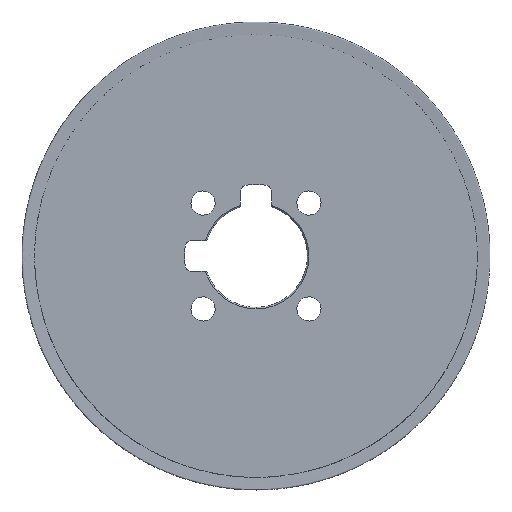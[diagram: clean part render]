
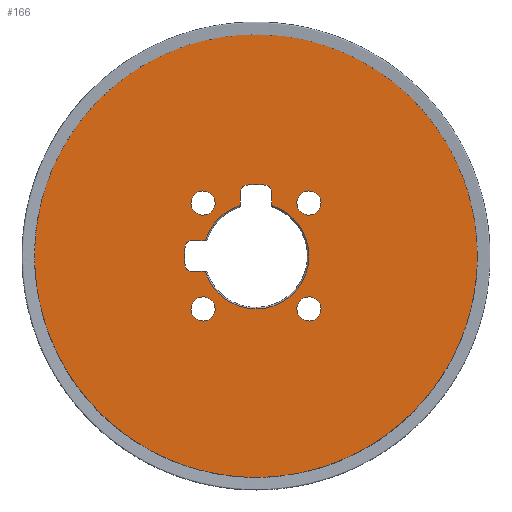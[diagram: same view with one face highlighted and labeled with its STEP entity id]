
A CAD part, top view. The second image highlights one B-rep face of the part: STEP entity #166.
In plain terms, the highlighted planar face has unit normal (0, 0, 1).
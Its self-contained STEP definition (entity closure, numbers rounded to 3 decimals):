
#166=ADVANCED_FACE('TB_SU_5',(#210,#211,#212,#213,#214,#215),#204,.T.);
#204=PLANE('',#866);
#210=FACE_BOUND('',#245,.T.);
#211=FACE_BOUND('',#246,.T.);
#212=FACE_BOUND('',#247,.T.);
#213=FACE_BOUND('',#248,.T.);
#214=FACE_BOUND('',#249,.T.);
#215=FACE_BOUND('',#250,.T.);
#245=EDGE_LOOP('',(#351,#352,#353,#354,#355,#356,#357,#358,#359,#360,#361,
#362,#363,#364,#365,#366,#367,#368));
#246=EDGE_LOOP('',(#369));
#247=EDGE_LOOP('',(#370));
#248=EDGE_LOOP('',(#371));
#249=EDGE_LOOP('',(#372));
#250=EDGE_LOOP('',(#373));
#303=LINE('',#1195,#327);
#304=LINE('',#1203,#328);
#305=LINE('',#1215,#329);
#306=LINE('',#1223,#330);
#327=VECTOR('',#964,1.);
#328=VECTOR('',#971,1.);
#329=VECTOR('',#982,1.);
#330=VECTOR('',#989,1.);
#351=ORIENTED_EDGE('',*,*,#592,.F.);
#352=ORIENTED_EDGE('',*,*,#593,.T.);
#353=ORIENTED_EDGE('',*,*,#594,.T.);
#354=ORIENTED_EDGE('',*,*,#595,.F.);
#355=ORIENTED_EDGE('',*,*,#596,.T.);
#356=ORIENTED_EDGE('',*,*,#597,.F.);
#357=ORIENTED_EDGE('',*,*,#598,.T.);
#358=ORIENTED_EDGE('',*,*,#599,.T.);
#359=ORIENTED_EDGE('',*,*,#600,.F.);
#360=ORIENTED_EDGE('',*,*,#601,.F.);
#361=ORIENTED_EDGE('',*,*,#602,.F.);
#362=ORIENTED_EDGE('',*,*,#603,.T.);
#363=ORIENTED_EDGE('',*,*,#604,.T.);
#364=ORIENTED_EDGE('',*,*,#605,.F.);
#365=ORIENTED_EDGE('',*,*,#606,.T.);
#366=ORIENTED_EDGE('',*,*,#607,.F.);
#367=ORIENTED_EDGE('',*,*,#608,.T.);
#368=ORIENTED_EDGE('',*,*,#609,.T.);
#369=ORIENTED_EDGE('',*,*,#610,.T.);
#370=ORIENTED_EDGE('',*,*,#611,.F.);
#371=ORIENTED_EDGE('',*,*,#612,.F.);
#372=ORIENTED_EDGE('',*,*,#613,.F.);
#373=ORIENTED_EDGE('',*,*,#614,.F.);
#527=VERTEX_POINT('',#1191);
#528=VERTEX_POINT('',#1192);
#529=VERTEX_POINT('',#1194);
#530=VERTEX_POINT('',#1196);
#531=VERTEX_POINT('',#1198);
#532=VERTEX_POINT('',#1200);
#533=VERTEX_POINT('',#1202);
#534=VERTEX_POINT('',#1204);
#535=VERTEX_POINT('',#1206);
#536=VERTEX_POINT('',#1208);
#537=VERTEX_POINT('',#1210);
#538=VERTEX_POINT('',#1212);
#539=VERTEX_POINT('',#1214);
#540=VERTEX_POINT('',#1216);
#541=VERTEX_POINT('',#1218);
#542=VERTEX_POINT('',#1220);
#543=VERTEX_POINT('',#1222);
#544=VERTEX_POINT('',#1224);
#545=VERTEX_POINT('',#1227);
#546=VERTEX_POINT('',#1229);
#547=VERTEX_POINT('',#1231);
#548=VERTEX_POINT('',#1233);
#549=VERTEX_POINT('',#1235);
#592=EDGE_CURVE('',#527,#528,#680,.T.);
#593=EDGE_CURVE('',#527,#529,#681,.T.);
#594=EDGE_CURVE('',#529,#530,#303,.T.);
#595=EDGE_CURVE('',#531,#530,#682,.T.);
#596=EDGE_CURVE('',#531,#532,#683,.T.);
#597=EDGE_CURVE('',#533,#532,#684,.T.);
#598=EDGE_CURVE('',#533,#534,#304,.T.);
#599=EDGE_CURVE('',#534,#535,#685,.T.);
#600=EDGE_CURVE('',#536,#535,#686,.T.);
#601=EDGE_CURVE('',#537,#536,#687,.T.);
#602=EDGE_CURVE('',#538,#537,#688,.T.);
#603=EDGE_CURVE('',#538,#539,#689,.T.);
#604=EDGE_CURVE('',#539,#540,#305,.T.);
#605=EDGE_CURVE('',#541,#540,#690,.T.);
#606=EDGE_CURVE('',#541,#542,#691,.T.);
#607=EDGE_CURVE('',#543,#542,#692,.T.);
#608=EDGE_CURVE('',#543,#544,#306,.T.);
#609=EDGE_CURVE('',#544,#528,#693,.T.);
#610=EDGE_CURVE('',#545,#545,#694,.T.);
#611=EDGE_CURVE('',#546,#546,#695,.T.);
#612=EDGE_CURVE('',#547,#547,#696,.T.);
#613=EDGE_CURVE('',#548,#548,#697,.T.);
#614=EDGE_CURVE('',#549,#549,#698,.T.);
#680=CIRCLE('',#847,11.305);
#681=CIRCLE('',#848,0.5);
#682=CIRCLE('',#849,1.6);
#683=CIRCLE('',#850,22.);
#684=CIRCLE('',#851,1.6);
#685=CIRCLE('',#852,0.5);
#686=CIRCLE('',#853,11.305);
#687=CIRCLE('',#854,11.305);
#688=CIRCLE('',#855,11.305);
#689=CIRCLE('',#856,0.5);
#690=CIRCLE('',#857,1.6);
#691=CIRCLE('',#858,22.);
#692=CIRCLE('',#859,1.6);
#693=CIRCLE('',#860,0.5);
#694=CIRCLE('',#861,48.454);
#695=CIRCLE('',#862,2.583);
#696=CIRCLE('',#863,2.583);
#697=CIRCLE('',#864,2.583);
#698=CIRCLE('',#865,2.583);
#847=AXIS2_PLACEMENT_3D('',#1190,#960,#961);
#848=AXIS2_PLACEMENT_3D('',#1193,#962,#963);
#849=AXIS2_PLACEMENT_3D('',#1197,#965,#966);
#850=AXIS2_PLACEMENT_3D('',#1199,#967,#968);
#851=AXIS2_PLACEMENT_3D('',#1201,#969,#970);
#852=AXIS2_PLACEMENT_3D('',#1205,#972,#973);
#853=AXIS2_PLACEMENT_3D('',#1207,#974,#975);
#854=AXIS2_PLACEMENT_3D('',#1209,#976,#977);
#855=AXIS2_PLACEMENT_3D('',#1211,#978,#979);
#856=AXIS2_PLACEMENT_3D('',#1213,#980,#981);
#857=AXIS2_PLACEMENT_3D('',#1217,#983,#984);
#858=AXIS2_PLACEMENT_3D('',#1219,#985,#986);
#859=AXIS2_PLACEMENT_3D('',#1221,#987,#988);
#860=AXIS2_PLACEMENT_3D('',#1225,#990,#991);
#861=AXIS2_PLACEMENT_3D('',#1226,#992,#993);
#862=AXIS2_PLACEMENT_3D('',#1228,#994,#995);
#863=AXIS2_PLACEMENT_3D('',#1230,#996,#997);
#864=AXIS2_PLACEMENT_3D('',#1232,#998,#999);
#865=AXIS2_PLACEMENT_3D('',#1234,#1000,#1001);
#866=AXIS2_PLACEMENT_3D('',#1236,#1002,#1003);
#960=DIRECTION('',(0.,0.,1.));
#961=DIRECTION('',(-0.292,-0.956,0.));
#962=DIRECTION('',(0.,0.,1.));
#963=DIRECTION('',(-0.292,-0.956,0.));
#964=DIRECTION('',(0.,1.,0.));
#965=DIRECTION('',(0.,0.,1.));
#966=DIRECTION('',(-0.292,-0.956,0.));
#967=DIRECTION('',(0.,0.,-1.));
#968=DIRECTION('',(-0.292,-0.956,0.));
#969=DIRECTION('',(0.,0.,1.));
#970=DIRECTION('',(-0.292,-0.956,0.));
#971=DIRECTION('',(0.,-1.,0.));
#972=DIRECTION('',(0.,0.,1.));
#973=DIRECTION('',(-0.292,-0.956,0.));
#974=DIRECTION('',(0.,0.,1.));
#975=DIRECTION('',(-0.292,-0.956,0.));
#976=DIRECTION('',(0.,0.,1.));
#977=DIRECTION('',(-0.292,-0.956,0.));
#978=DIRECTION('',(0.,0.,1.));
#979=DIRECTION('',(-0.292,-0.956,0.));
#980=DIRECTION('',(0.,0.,1.));
#981=DIRECTION('',(-0.292,-0.956,0.));
#982=DIRECTION('',(-1.,0.,0.));
#983=DIRECTION('',(0.,0.,1.));
#984=DIRECTION('',(-0.292,-0.956,0.));
#985=DIRECTION('',(0.,0.,-1.));
#986=DIRECTION('',(-0.292,-0.956,0.));
#987=DIRECTION('',(0.,0.,1.));
#988=DIRECTION('',(-0.292,-0.956,0.));
#989=DIRECTION('',(1.,0.,0.));
#990=DIRECTION('',(0.,0.,1.));
#991=DIRECTION('',(-0.292,-0.956,0.));
#992=DIRECTION('',(0.,0.,1.));
#993=DIRECTION('',(-0.292,-0.956,0.));
#994=DIRECTION('',(0.,0.,1.));
#995=DIRECTION('',(-0.292,-0.956,0.));
#996=DIRECTION('',(0.,0.,1.));
#997=DIRECTION('',(-0.292,-0.956,0.));
#998=DIRECTION('',(0.,0.,1.));
#999=DIRECTION('',(-0.292,-0.956,0.));
#1000=DIRECTION('',(0.,0.,1.));
#1001=DIRECTION('',(-0.292,-0.956,0.));
#1002=DIRECTION('',(0.,0.,1.));
#1003=DIRECTION('',(-0.292,-0.956,0.));
#1190=CARTESIAN_POINT('',(0.,0.,0.));
#1191=CARTESIAN_POINT('',(-3.314,10.809,0.));
#1192=CARTESIAN_POINT('',(-10.809,3.314,0.));
#1193=CARTESIAN_POINT('',(-3.813,10.853,0.));
#1194=CARTESIAN_POINT('',(-3.313,10.853,0.));
#1195=CARTESIAN_POINT('',(-3.313,0.,0.));
#1196=CARTESIAN_POINT('',(-3.313,13.573,0.));
#1197=CARTESIAN_POINT('',(-1.713,13.573,0.));
#1198=CARTESIAN_POINT('',(-1.847,15.167,0.));
#1199=CARTESIAN_POINT('',(0.,-6.755,0.));
#1200=CARTESIAN_POINT('',(1.847,15.167,0.));
#1201=CARTESIAN_POINT('',(1.713,13.573,0.));
#1202=CARTESIAN_POINT('',(3.313,13.573,0.));
#1203=CARTESIAN_POINT('',(3.313,0.,0.));
#1204=CARTESIAN_POINT('',(3.313,10.853,0.));
#1205=CARTESIAN_POINT('',(3.813,10.853,0.));
#1206=CARTESIAN_POINT('',(3.314,10.809,0.));
#1207=CARTESIAN_POINT('',(0.,0.,0.));
#1208=CARTESIAN_POINT('',(11.305,0.,0.));
#1209=CARTESIAN_POINT('',(0.,0.,0.));
#1210=CARTESIAN_POINT('',(0.,-11.305,0.));
#1211=CARTESIAN_POINT('',(0.,0.,0.));
#1212=CARTESIAN_POINT('',(-10.809,-3.314,0.));
#1213=CARTESIAN_POINT('',(-10.853,-3.813,0.));
#1214=CARTESIAN_POINT('',(-10.853,-3.313,0.));
#1215=CARTESIAN_POINT('',(-48.754,-3.313,0.));
#1216=CARTESIAN_POINT('',(-13.573,-3.313,0.));
#1217=CARTESIAN_POINT('',(-13.573,-1.713,0.));
#1218=CARTESIAN_POINT('',(-15.167,-1.847,0.));
#1219=CARTESIAN_POINT('',(6.755,0.,0.));
#1220=CARTESIAN_POINT('',(-15.167,1.847,0.));
#1221=CARTESIAN_POINT('',(-13.573,1.713,0.));
#1222=CARTESIAN_POINT('',(-13.573,3.313,0.));
#1223=CARTESIAN_POINT('',(-48.754,3.312,0.));
#1224=CARTESIAN_POINT('',(-10.853,3.313,0.));
#1225=CARTESIAN_POINT('',(-10.853,3.813,0.));
#1226=CARTESIAN_POINT('',(0.,0.,0.));
#1227=CARTESIAN_POINT('',(-14.167,-46.337,0.));
#1228=CARTESIAN_POINT('',(11.314,11.314,0.));
#1229=CARTESIAN_POINT('',(10.559,8.844,0.));
#1230=CARTESIAN_POINT('',(-11.314,11.314,0.));
#1231=CARTESIAN_POINT('',(-12.069,8.844,0.));
#1232=CARTESIAN_POINT('',(-11.314,-11.314,0.));
#1233=CARTESIAN_POINT('',(-12.069,-13.783,0.));
#1234=CARTESIAN_POINT('',(11.314,-11.314,0.));
#1235=CARTESIAN_POINT('',(10.559,-13.783,0.));
#1236=CARTESIAN_POINT('',(-48.754,0.,0.));
